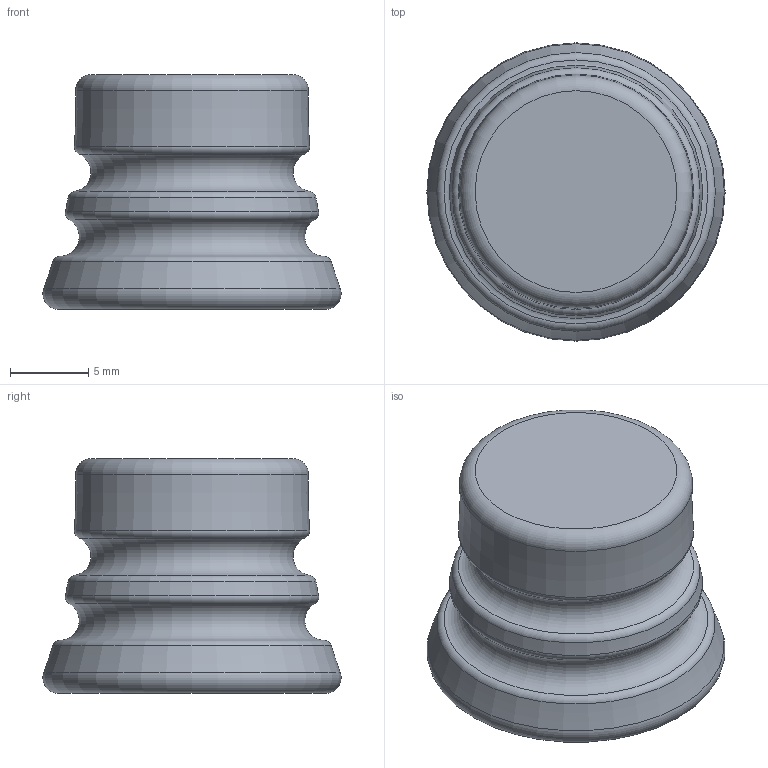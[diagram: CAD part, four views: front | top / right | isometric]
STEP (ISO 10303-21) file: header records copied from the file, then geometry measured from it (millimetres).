
FILE_DESCRIPTION(/* description */ (''),/* implementation_level */ '2;1');
FILE_NAME(/* name */ 'Manivela.step',/* time_stamp */ '2022-12-02T12:06:36-03:00',/* author */ (''),/* organization */ (''),/* preprocessor_version */ 'ST-DEVELOPER v19.2',/* originating_system */ 'Autodesk Translation Framework v11.17.0.187',/* authorisation */ '');
FILE_SCHEMA (('AUTOMOTIVE_DESIGN { 1 0 10303 214 3 1 1 }'));
Length unit declared in the file: millimetre
Products named in the file (2): Manivela; Componente1
Assembly tree (1 placements, depth 2):
  Manivela
    Componente1
Bounding box: 19.07 x 19.07 x 15 mm (x, y, z)
Volume: 2337.9 mm3; surface area: 1536.8 mm2
Topology: 1 solids, 1 shells, 15 faces, 26 edges, 14 vertices
Faces by surface type: torus 11, plane 3, cylinder 1
Full cylindrical faces by diameter (mm): 8.35 x1
Entity records: 418 total; most frequent: DIRECTION 87, CARTESIAN_POINT 58, ORIENTED_EDGE 52, AXIS2_PLACEMENT_3D 43, EDGE_CURVE 26, CIRCLE 25, EDGE_LOOP 16, FACE_OUTER_BOUND 15
